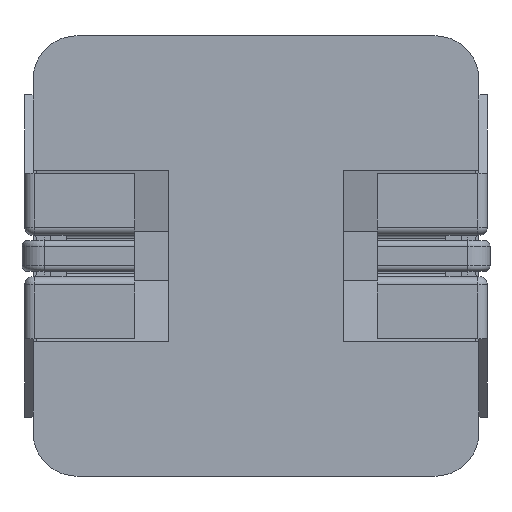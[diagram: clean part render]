
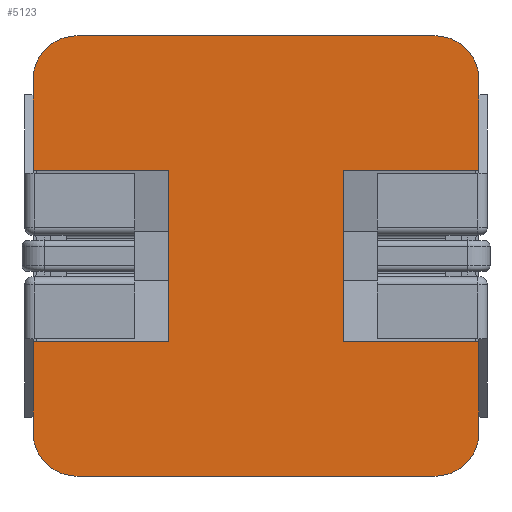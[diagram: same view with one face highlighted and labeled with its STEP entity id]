
A CAD part, front view. The second image highlights one B-rep face of the part: STEP entity #5123.
In plain terms, the highlighted planar face has unit normal (0, -1, 0).
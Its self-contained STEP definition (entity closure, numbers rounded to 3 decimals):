
#45 = ORIENTED_EDGE ( 'NONE', *, *, #5882, .T. ) ;
#46 = LINE ( 'NONE', #6747, #2305 ) ;
#96 = VERTEX_POINT ( 'NONE', #2261 ) ;
#210 = LINE ( 'NONE', #3602, #1481 ) ;
#319 = CARTESIAN_POINT ( 'NONE',  ( -3.25, -3.6, 3.2 ) ) ;
#362 = CARTESIAN_POINT ( 'NONE',  ( -3.25, -3.6, -3.2 ) ) ;
#383 = LINE ( 'NONE', #4953, #3093 ) ;
#456 = EDGE_CURVE ( 'NONE', #2600, #6643, #4160, .T. ) ;
#513 = LINE ( 'NONE', #4039, #902 ) ;
#515 = EDGE_CURVE ( 'NONE', #7015, #3834, #513, .T. ) ;
#533 = CARTESIAN_POINT ( 'NONE',  ( 3.25, -3.6, 3.2 ) ) ;
#588 = ORIENTED_EDGE ( 'NONE', *, *, #6193, .F. ) ;
#623 = CIRCLE ( 'NONE', #1958, 0.8 ) ;
#856 = CARTESIAN_POINT ( 'NONE',  ( 4.05, -3.6, 1.55 ) ) ;
#902 = VECTOR ( 'NONE', #3345, 1000. ) ;
#1067 = CARTESIAN_POINT ( 'NONE',  ( -3.99, -3.6, -1.55 ) ) ;
#1109 = ORIENTED_EDGE ( 'NONE', *, *, #456, .F. ) ;
#1252 = DIRECTION ( 'NONE',  ( 0., -1., 0. ) ) ;
#1363 = CARTESIAN_POINT ( 'NONE',  ( -1.585, -3.6, -1.55 ) ) ;
#1400 = AXIS2_PLACEMENT_3D ( 'NONE', #2640, #6109, #5085 ) ;
#1413 = CIRCLE ( 'NONE', #3081, 0.8 ) ;
#1437 = FACE_OUTER_BOUND ( 'NONE', #1610, .T. ) ;
#1444 = VECTOR ( 'NONE', #3894, 1000. ) ;
#1481 = VECTOR ( 'NONE', #3119, 1000. ) ;
#1511 = CARTESIAN_POINT ( 'NONE',  ( -4.05, -3.6, 1.55 ) ) ;
#1519 = ORIENTED_EDGE ( 'NONE', *, *, #5170, .F. ) ;
#1552 = CARTESIAN_POINT ( 'NONE',  ( -4.05, -3.6, 4. ) ) ;
#1593 = CARTESIAN_POINT ( 'NONE',  ( -4.05, -3.6, 4. ) ) ;
#1610 = EDGE_LOOP ( 'NONE', ( #1519, #45, #588, #2135, #1109, #6237, #3710, #6311, #2574, #6741, #5742, #5219, #3567, #3380, #6200, #3234 ) ) ;
#1644 = LINE ( 'NONE', #1067, #6548 ) ;
#1651 = AXIS2_PLACEMENT_3D ( 'NONE', #533, #6448, #2887 ) ;
#1656 = VERTEX_POINT ( 'NONE', #3454 ) ;
#1678 = DIRECTION ( 'NONE',  ( -1., 0., 0. ) ) ;
#1883 = EDGE_CURVE ( 'NONE', #3834, #6231, #383, .T. ) ;
#1938 = CARTESIAN_POINT ( 'NONE',  ( 3.25, -3.6, 4. ) ) ;
#1958 = AXIS2_PLACEMENT_3D ( 'NONE', #362, #4374, #2221 ) ;
#2014 = CIRCLE ( 'NONE', #1651, 0.8 ) ;
#2040 = EDGE_CURVE ( 'NONE', #6940, #2278, #6230, .T. ) ;
#2043 = CARTESIAN_POINT ( 'NONE',  ( 4.05, -3.6, -3.2 ) ) ;
#2073 = EDGE_CURVE ( 'NONE', #96, #3695, #2014, .T. ) ;
#2135 = ORIENTED_EDGE ( 'NONE', *, *, #5075, .T. ) ;
#2212 = VERTEX_POINT ( 'NONE', #6172 ) ;
#2221 = DIRECTION ( 'NONE',  ( 0., 0., -1. ) ) ;
#2261 = CARTESIAN_POINT ( 'NONE',  ( 4.05, -3.6, 3.2 ) ) ;
#2278 = VERTEX_POINT ( 'NONE', #6136 ) ;
#2305 = VECTOR ( 'NONE', #2331, 1000. ) ;
#2331 = DIRECTION ( 'NONE',  ( 0., 0., 1. ) ) ;
#2427 = CIRCLE ( 'NONE', #3367, 0.8 ) ;
#2429 = CARTESIAN_POINT ( 'NONE',  ( 3.25, -3.6, -3.2 ) ) ;
#2492 = VECTOR ( 'NONE', #5048, 1000. ) ;
#2574 = ORIENTED_EDGE ( 'NONE', *, *, #4369, .F. ) ;
#2575 = LINE ( 'NONE', #1511, #6207 ) ;
#2600 = VERTEX_POINT ( 'NONE', #7027 ) ;
#2640 = CARTESIAN_POINT ( 'NONE',  ( 0., -3.6, 0. ) ) ;
#2703 = EDGE_CURVE ( 'NONE', #7290, #2212, #623, .T. ) ;
#2824 = CARTESIAN_POINT ( 'NONE',  ( -4.05, -3.6, -4. ) ) ;
#2887 = DIRECTION ( 'NONE',  ( 0., 0., -1. ) ) ;
#2888 = VERTEX_POINT ( 'NONE', #5867 ) ;
#2889 = EDGE_CURVE ( 'NONE', #96, #6940, #210, .T. ) ;
#2904 = LINE ( 'NONE', #2824, #6841 ) ;
#2952 = VERTEX_POINT ( 'NONE', #6464 ) ;
#2988 = DIRECTION ( 'NONE',  ( 0., 0., -1. ) ) ;
#3081 = AXIS2_PLACEMENT_3D ( 'NONE', #319, #4437, #6713 ) ;
#3093 = VECTOR ( 'NONE', #4989, 1000. ) ;
#3119 = DIRECTION ( 'NONE',  ( 0., 0., -1. ) ) ;
#3182 = VECTOR ( 'NONE', #4755, 1000. ) ;
#3214 = PLANE ( 'NONE',  #1400 ) ;
#3234 = ORIENTED_EDGE ( 'NONE', *, *, #2073, .T. ) ;
#3258 = VECTOR ( 'NONE', #4344, 1000. ) ;
#3345 = DIRECTION ( 'NONE',  ( 1., 0., 0. ) ) ;
#3367 = AXIS2_PLACEMENT_3D ( 'NONE', #2429, #1252, #2988 ) ;
#3380 = ORIENTED_EDGE ( 'NONE', *, *, #2040, .F. ) ;
#3407 = CARTESIAN_POINT ( 'NONE',  ( 4.05, -3.6, 1.55 ) ) ;
#3450 = VECTOR ( 'NONE', #4756, 1000. ) ;
#3454 = CARTESIAN_POINT ( 'NONE',  ( -3.25, -3.6, 4. ) ) ;
#3525 = VERTEX_POINT ( 'NONE', #5442 ) ;
#3567 = ORIENTED_EDGE ( 'NONE', *, *, #6132, .T. ) ;
#3602 = CARTESIAN_POINT ( 'NONE',  ( 4.05, -3.6, 4. ) ) ;
#3635 = EDGE_CURVE ( 'NONE', #2600, #3525, #1644, .T. ) ;
#3695 = VERTEX_POINT ( 'NONE', #1938 ) ;
#3710 = ORIENTED_EDGE ( 'NONE', *, *, #6141, .F. ) ;
#3834 = VERTEX_POINT ( 'NONE', #4389 ) ;
#3894 = DIRECTION ( 'NONE',  ( 0., 0., 1. ) ) ;
#3975 = LINE ( 'NONE', #1593, #1444 ) ;
#4039 = CARTESIAN_POINT ( 'NONE',  ( 3.99, -3.6, -1.55 ) ) ;
#4160 = LINE ( 'NONE', #1363, #3182 ) ;
#4344 = DIRECTION ( 'NONE',  ( 0., 0., 1. ) ) ;
#4369 = EDGE_CURVE ( 'NONE', #2952, #2212, #2904, .T. ) ;
#4374 = DIRECTION ( 'NONE',  ( 0., -1., 0. ) ) ;
#4389 = CARTESIAN_POINT ( 'NONE',  ( 4.05, -3.6, -1.55 ) ) ;
#4437 = DIRECTION ( 'NONE',  ( 0., -1., 0. ) ) ;
#4455 = DIRECTION ( 'NONE',  ( 1., 0., 0. ) ) ;
#4570 = CARTESIAN_POINT ( 'NONE',  ( -4.05, -3.6, 4. ) ) ;
#4607 = DIRECTION ( 'NONE',  ( -1., 0., 0. ) ) ;
#4755 = DIRECTION ( 'NONE',  ( 0., 0., 1. ) ) ;
#4756 = DIRECTION ( 'NONE',  ( -1., 0., 0. ) ) ;
#4953 = CARTESIAN_POINT ( 'NONE',  ( 4.05, -3.6, 4. ) ) ;
#4989 = DIRECTION ( 'NONE',  ( 0., 0., -1. ) ) ;
#5048 = DIRECTION ( 'NONE',  ( 1., 0., 0. ) ) ;
#5075 = EDGE_CURVE ( 'NONE', #2888, #6643, #2575, .T. ) ;
#5085 = DIRECTION ( 'NONE',  ( 0., 0., -1. ) ) ;
#5123 = ADVANCED_FACE ( 'NONE', ( #1437 ), #3214, .T. ) ;
#5170 = EDGE_CURVE ( 'NONE', #1656, #3695, #5614, .T. ) ;
#5219 = ORIENTED_EDGE ( 'NONE', *, *, #515, .F. ) ;
#5442 = CARTESIAN_POINT ( 'NONE',  ( -4.05, -3.6, -1.55 ) ) ;
#5511 = CARTESIAN_POINT ( 'NONE',  ( -4.05, -3.6, -3.2 ) ) ;
#5544 = LINE ( 'NONE', #1552, #3258 ) ;
#5614 = LINE ( 'NONE', #4570, #2492 ) ;
#5742 = ORIENTED_EDGE ( 'NONE', *, *, #1883, .F. ) ;
#5745 = CARTESIAN_POINT ( 'NONE',  ( -4.05, -3.6, 3.2 ) ) ;
#5767 = VERTEX_POINT ( 'NONE', #5745 ) ;
#5867 = CARTESIAN_POINT ( 'NONE',  ( -4.05, -3.6, 1.55 ) ) ;
#5882 = EDGE_CURVE ( 'NONE', #1656, #5767, #1413, .T. ) ;
#6109 = DIRECTION ( 'NONE',  ( 0., -1., 0. ) ) ;
#6132 = EDGE_CURVE ( 'NONE', #7015, #2278, #46, .T. ) ;
#6136 = CARTESIAN_POINT ( 'NONE',  ( 1.585, -3.6, 1.55 ) ) ;
#6141 = EDGE_CURVE ( 'NONE', #7290, #3525, #3975, .T. ) ;
#6172 = CARTESIAN_POINT ( 'NONE',  ( -3.25, -3.6, -4. ) ) ;
#6193 = EDGE_CURVE ( 'NONE', #2888, #5767, #5544, .T. ) ;
#6200 = ORIENTED_EDGE ( 'NONE', *, *, #2889, .F. ) ;
#6207 = VECTOR ( 'NONE', #4455, 1000. ) ;
#6230 = LINE ( 'NONE', #3407, #3450 ) ;
#6231 = VERTEX_POINT ( 'NONE', #2043 ) ;
#6237 = ORIENTED_EDGE ( 'NONE', *, *, #3635, .T. ) ;
#6276 = CARTESIAN_POINT ( 'NONE',  ( 1.585, -3.6, -1.55 ) ) ;
#6311 = ORIENTED_EDGE ( 'NONE', *, *, #2703, .T. ) ;
#6448 = DIRECTION ( 'NONE',  ( 0., -1., 0. ) ) ;
#6464 = CARTESIAN_POINT ( 'NONE',  ( 3.25, -3.6, -4. ) ) ;
#6524 = EDGE_CURVE ( 'NONE', #2952, #6231, #2427, .T. ) ;
#6548 = VECTOR ( 'NONE', #1678, 1000. ) ;
#6643 = VERTEX_POINT ( 'NONE', #6658 ) ;
#6658 = CARTESIAN_POINT ( 'NONE',  ( -1.585, -3.6, 1.55 ) ) ;
#6713 = DIRECTION ( 'NONE',  ( 0., 0., -1. ) ) ;
#6741 = ORIENTED_EDGE ( 'NONE', *, *, #6524, .T. ) ;
#6747 = CARTESIAN_POINT ( 'NONE',  ( 1.585, -3.6, -1.55 ) ) ;
#6841 = VECTOR ( 'NONE', #4607, 1000. ) ;
#6940 = VERTEX_POINT ( 'NONE', #856 ) ;
#7015 = VERTEX_POINT ( 'NONE', #6276 ) ;
#7027 = CARTESIAN_POINT ( 'NONE',  ( -1.585, -3.6, -1.55 ) ) ;
#7290 = VERTEX_POINT ( 'NONE', #5511 ) ;
